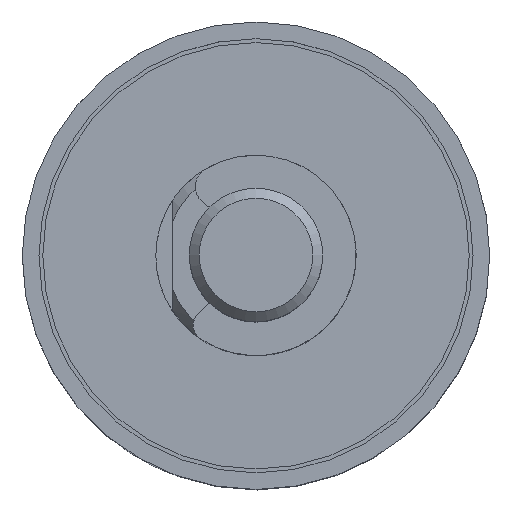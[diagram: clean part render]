
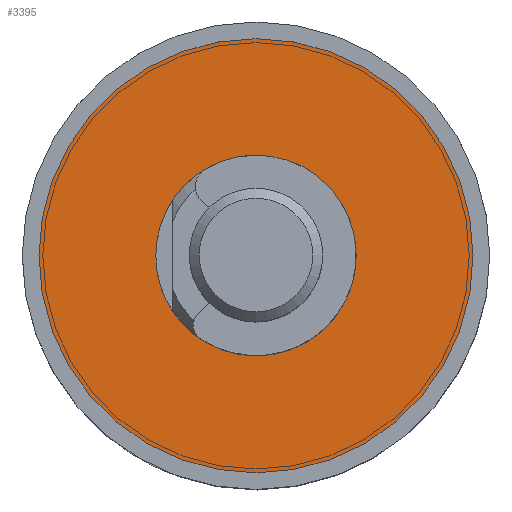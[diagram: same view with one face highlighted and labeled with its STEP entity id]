
A CAD part, top view. The second image highlights one B-rep face of the part: STEP entity #3395.
In plain terms, the highlighted planar face has unit normal (0, 0, 1).
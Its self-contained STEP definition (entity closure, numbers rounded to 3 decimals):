
#92 = AXIS2_PLACEMENT_3D ( 'NONE', #7668, #5562, #4835 ) ;
#266 = CIRCLE ( 'NONE', #92, 6.5 ) ;
#745 = DIRECTION ( 'NONE',  ( -1., 0., 0. ) ) ;
#1125 = PLANE ( 'NONE',  #5422 ) ;
#1806 = FACE_BOUND ( 'NONE', #1857, .T. ) ;
#1857 = EDGE_LOOP ( 'NONE', ( #6241 ) ) ;
#3009 = CARTESIAN_POINT ( 'NONE',  ( 6.5, 0., 0.5 ) ) ;
#3395 = ADVANCED_FACE ( 'NONE', ( #1806, #7285 ), #1125, .T. ) ;
#3763 = CARTESIAN_POINT ( 'NONE',  ( -3., 0., 0.5 ) ) ;
#3870 = AXIS2_PLACEMENT_3D ( 'NONE', #8846, #8910, #745 ) ;
#4263 = EDGE_LOOP ( 'NONE', ( #5949 ) ) ;
#4752 = DIRECTION ( 'NONE',  ( 0., 0., 1. ) ) ;
#4835 = DIRECTION ( 'NONE',  ( 1., 0., 0. ) ) ;
#5422 = AXIS2_PLACEMENT_3D ( 'NONE', #8215, #4752, #6828 ) ;
#5435 = VERTEX_POINT ( 'NONE', #3763 ) ;
#5541 = CIRCLE ( 'NONE', #3870, 3. ) ;
#5562 = DIRECTION ( 'NONE',  ( 0., 0., 1. ) ) ;
#5882 = EDGE_CURVE ( 'NONE', #5435, #5435, #5541, .T. ) ;
#5949 = ORIENTED_EDGE ( 'NONE', *, *, #8594, .T. ) ;
#6241 = ORIENTED_EDGE ( 'NONE', *, *, #5882, .T. ) ;
#6828 = DIRECTION ( 'NONE',  ( 1., 0., 0. ) ) ;
#7285 = FACE_OUTER_BOUND ( 'NONE', #4263, .T. ) ;
#7668 = CARTESIAN_POINT ( 'NONE',  ( 0., 0., 0.5 ) ) ;
#8215 = CARTESIAN_POINT ( 'NONE',  ( 3., 0., 0.5 ) ) ;
#8594 = EDGE_CURVE ( 'NONE', #8683, #8683, #266, .T. ) ;
#8683 = VERTEX_POINT ( 'NONE', #3009 ) ;
#8846 = CARTESIAN_POINT ( 'NONE',  ( 0., 0., 0.5 ) ) ;
#8910 = DIRECTION ( 'NONE',  ( 0., 0., -1. ) ) ;
